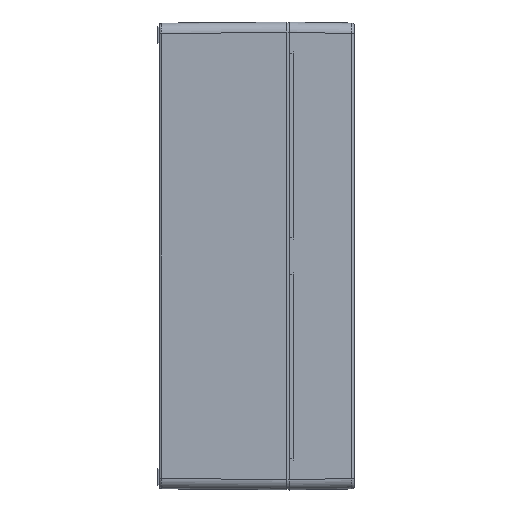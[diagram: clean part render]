
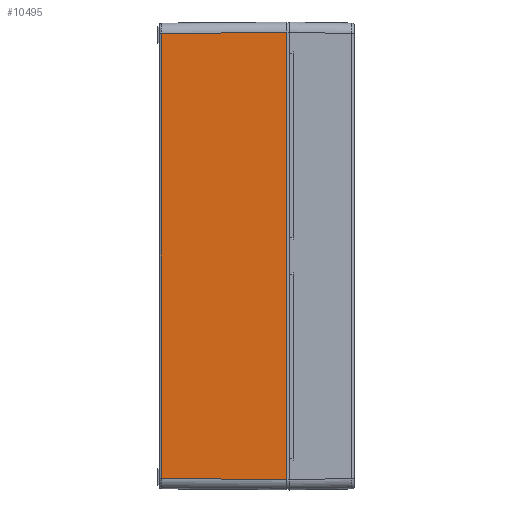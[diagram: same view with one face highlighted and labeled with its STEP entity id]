
A CAD part, front view. The second image highlights one B-rep face of the part: STEP entity #10495.
In plain terms, the highlighted planar face has unit normal (-0.009, -1, 0).
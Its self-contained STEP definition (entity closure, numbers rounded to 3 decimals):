
#303=PLANE('',#11895);
#1199=LINE('',#18593,#1919);
#1203=LINE('',#18661,#1923);
#1215=LINE('',#18856,#1935);
#1217=LINE('',#18859,#1937);
#1919=VECTOR('',#15254,34.4);
#1923=VECTOR('',#15272,9.652);
#1935=VECTOR('',#15326,9.652);
#1937=VECTOR('',#15330,34.223);
#2734=FACE_OUTER_BOUND('',#3519,.T.);
#3519=EDGE_LOOP('',(#9506,#9507,#9508,#9509));
#5176=VERTEX_POINT('',#18590);
#5177=VERTEX_POINT('',#18592);
#5184=VERTEX_POINT('',#18656);
#5195=VERTEX_POINT('',#18850);
#6619=EDGE_CURVE('',#5177,#5176,#1199,.T.);
#6629=EDGE_CURVE('',#5184,#5176,#1203,.T.);
#6653=EDGE_CURVE('',#5177,#5195,#1215,.T.);
#6655=EDGE_CURVE('',#5195,#5184,#1217,.T.);
#9506=ORIENTED_EDGE('',*,*,#6629,.F.);
#9507=ORIENTED_EDGE('',*,*,#6655,.F.);
#9508=ORIENTED_EDGE('',*,*,#6653,.F.);
#9509=ORIENTED_EDGE('',*,*,#6619,.T.);
#10495=ADVANCED_FACE('',(#2734),#303,.T.);
#11895=AXIS2_PLACEMENT_3D('',#18860,#15331,#15332);
#15254=DIRECTION('',(0.,0.,1.));
#15272=DIRECTION('',(1.,-0.009,0.009));
#15326=DIRECTION('',(-1.,0.009,0.009));
#15330=DIRECTION('',(0.,0.,1.));
#15331=DIRECTION('center_axis',(-0.009,-1.,0.));
#15332=DIRECTION('ref_axis',(0.,0.,-1.));
#18590=CARTESIAN_POINT('',(55.466,6.688,35.2));
#18592=CARTESIAN_POINT('',(55.466,6.688,0.8));
#18593=CARTESIAN_POINT('',(55.466,6.688,0.8));
#18656=CARTESIAN_POINT('',(45.815,6.772,35.111));
#18661=CARTESIAN_POINT('',(45.815,6.772,35.111));
#18850=CARTESIAN_POINT('',(45.815,6.772,0.889));
#18856=CARTESIAN_POINT('',(55.466,6.688,0.8));
#18859=CARTESIAN_POINT('',(45.815,6.772,0.889));
#18860=CARTESIAN_POINT('Origin',(55.466,6.688,0.));
